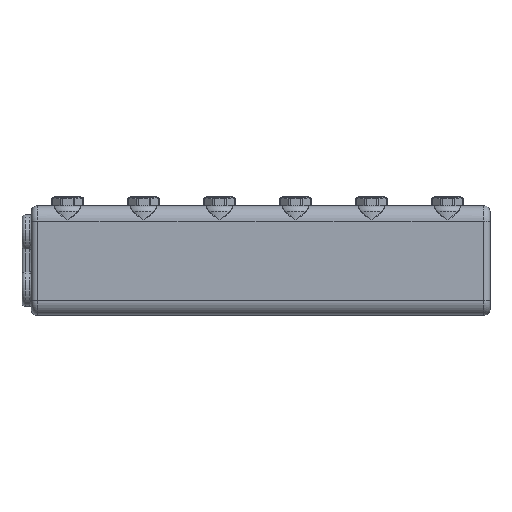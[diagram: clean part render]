
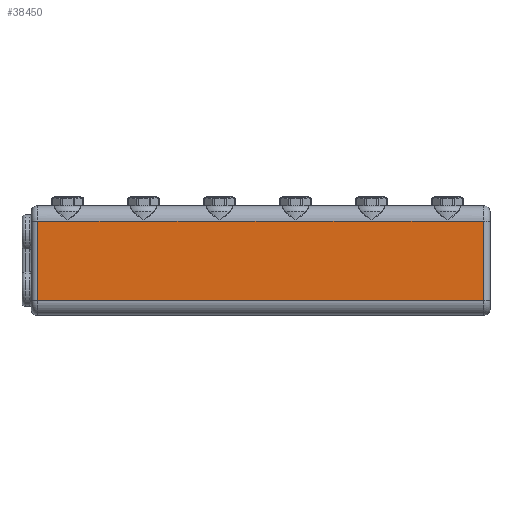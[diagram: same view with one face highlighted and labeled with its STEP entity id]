
A CAD part, top view. The second image highlights one B-rep face of the part: STEP entity #38450.
In plain terms, the highlighted planar face has unit normal (0, 0, 1).
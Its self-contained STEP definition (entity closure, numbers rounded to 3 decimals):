
#38069=CARTESIAN_POINT('Vertex',(372.5,110.,44.)) ;
#38102=CARTESIAN_POINT('Vertex',(372.5,-20.,44.)) ;
#38131=CARTESIAN_POINT('Vertex',(-362.5,-20.,44.)) ;
#38270=CARTESIAN_POINT('Vertex',(312.5,110.,44.)) ;
#38273=CARTESIAN_POINT('Line Origine',(5.,110.,44.)) ;
#38292=CARTESIAN_POINT('Line Origine',(372.5,45.,44.)) ;
#38319=CARTESIAN_POINT('Line Origine',(5.,-20.,44.)) ;
#38336=CARTESIAN_POINT('Line Origine',(-362.5,45.,44.)) ;
#38340=CARTESIAN_POINT('Vertex',(-362.5,110.,44.)) ;
#38393=CARTESIAN_POINT('Axis2P3D Location',(5.,45.,44.)) ;
#38398=CARTESIAN_POINT('Line Origine',(250.,110.,44.)) ;
#38402=CARTESIAN_POINT('Vertex',(187.5,110.,44.)) ;
#38405=CARTESIAN_POINT('Line Origine',(125.,110.,44.)) ;
#38409=CARTESIAN_POINT('Vertex',(62.5,110.,44.)) ;
#38412=CARTESIAN_POINT('Line Origine',(0.,110.,44.)) ;
#38416=CARTESIAN_POINT('Vertex',(-62.5,110.,44.)) ;
#38419=CARTESIAN_POINT('Line Origine',(-125.,110.,44.)) ;
#38423=CARTESIAN_POINT('Vertex',(-187.5,110.,44.)) ;
#38426=CARTESIAN_POINT('Line Origine',(-250.,110.,44.)) ;
#38430=CARTESIAN_POINT('Vertex',(-312.5,110.,44.)) ;
#38433=CARTESIAN_POINT('Line Origine',(-337.5,110.,44.)) ;
#38275=VECTOR('Line Direction',#38274,1.) ;
#38294=VECTOR('Line Direction',#38293,1.) ;
#38321=VECTOR('Line Direction',#38320,1.) ;
#38338=VECTOR('Line Direction',#38337,1.) ;
#38400=VECTOR('Line Direction',#38399,1.) ;
#38407=VECTOR('Line Direction',#38406,1.) ;
#38414=VECTOR('Line Direction',#38413,1.) ;
#38421=VECTOR('Line Direction',#38420,1.) ;
#38428=VECTOR('Line Direction',#38427,1.) ;
#38435=VECTOR('Line Direction',#38434,1.) ;
#38274=DIRECTION('Vector Direction',(1.,0.,0.)) ;
#38293=DIRECTION('Vector Direction',(0.,-1.,0.)) ;
#38320=DIRECTION('Vector Direction',(-1.,0.,0.)) ;
#38337=DIRECTION('Vector Direction',(0.,1.,0.)) ;
#38394=DIRECTION('Axis2P3D Direction',(0.,0.,1.)) ;
#38395=DIRECTION('Axis2P3D XDirection',(-1.,0.,0.)) ;
#38399=DIRECTION('Vector Direction',(-1.,0.,0.)) ;
#38406=DIRECTION('Vector Direction',(-1.,0.,0.)) ;
#38413=DIRECTION('Vector Direction',(-1.,0.,0.)) ;
#38420=DIRECTION('Vector Direction',(-1.,0.,0.)) ;
#38427=DIRECTION('Vector Direction',(-1.,0.,0.)) ;
#38434=DIRECTION('Vector Direction',(-1.,0.,0.)) ;
#38396=AXIS2_PLACEMENT_3D('Plane Axis2P3D',#38393,#38394,#38395) ;
#38276=LINE('Line',#38273,#38275) ;
#38295=LINE('Line',#38292,#38294) ;
#38322=LINE('Line',#38319,#38321) ;
#38339=LINE('Line',#38336,#38338) ;
#38401=LINE('Line',#38398,#38400) ;
#38408=LINE('Line',#38405,#38407) ;
#38415=LINE('Line',#38412,#38414) ;
#38422=LINE('Line',#38419,#38421) ;
#38429=LINE('Line',#38426,#38428) ;
#38436=LINE('Line',#38433,#38435) ;
#38397=PLANE('',#38396) ;
#38277=EDGE_CURVE('',#38070,#38271,#38276,.F.) ;
#38296=EDGE_CURVE('',#38103,#38070,#38295,.F.) ;
#38323=EDGE_CURVE('',#38132,#38103,#38322,.F.) ;
#38342=EDGE_CURVE('',#38341,#38132,#38339,.F.) ;
#38404=EDGE_CURVE('',#38271,#38403,#38401,.T.) ;
#38411=EDGE_CURVE('',#38403,#38410,#38408,.T.) ;
#38418=EDGE_CURVE('',#38410,#38417,#38415,.T.) ;
#38425=EDGE_CURVE('',#38417,#38424,#38422,.T.) ;
#38432=EDGE_CURVE('',#38424,#38431,#38429,.T.) ;
#38437=EDGE_CURVE('',#38431,#38341,#38436,.T.) ;
#38439=ORIENTED_EDGE('',*,*,#38323,.T.) ;
#38440=ORIENTED_EDGE('',*,*,#38296,.T.) ;
#38441=ORIENTED_EDGE('',*,*,#38277,.T.) ;
#38442=ORIENTED_EDGE('',*,*,#38404,.T.) ;
#38443=ORIENTED_EDGE('',*,*,#38411,.T.) ;
#38444=ORIENTED_EDGE('',*,*,#38418,.T.) ;
#38445=ORIENTED_EDGE('',*,*,#38425,.T.) ;
#38446=ORIENTED_EDGE('',*,*,#38432,.T.) ;
#38447=ORIENTED_EDGE('',*,*,#38437,.T.) ;
#38448=ORIENTED_EDGE('',*,*,#38342,.T.) ;
#38438=EDGE_LOOP('',(#38439,#38440,#38441,#38442,#38443,#38444,#38445,#38446,#38447,#38448)) ;
#38070=VERTEX_POINT('',#38069) ;
#38103=VERTEX_POINT('',#38102) ;
#38132=VERTEX_POINT('',#38131) ;
#38271=VERTEX_POINT('',#38270) ;
#38341=VERTEX_POINT('',#38340) ;
#38403=VERTEX_POINT('',#38402) ;
#38410=VERTEX_POINT('',#38409) ;
#38417=VERTEX_POINT('',#38416) ;
#38424=VERTEX_POINT('',#38423) ;
#38431=VERTEX_POINT('',#38430) ;
#38450=ADVANCED_FACE('NAUO2\\NAUO3\\Taglio-Estrusione4',(#38449),#38397,.T.) ;
#38449=FACE_OUTER_BOUND('',#38438,.T.) ;
